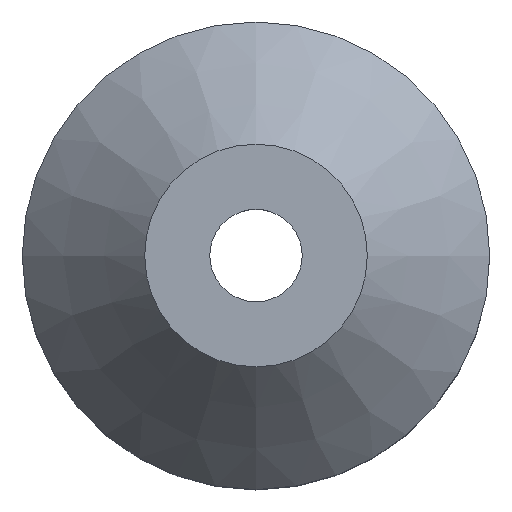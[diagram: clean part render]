
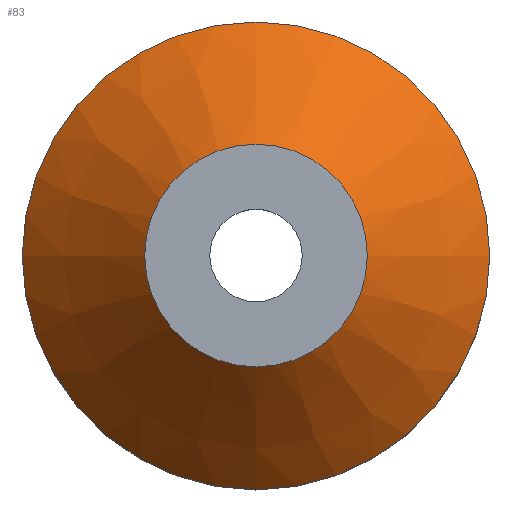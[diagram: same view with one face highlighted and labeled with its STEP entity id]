
A CAD part, top view. The second image highlights one B-rep face of the part: STEP entity #83.
In plain terms, the highlighted conical face has half-angle 42.51 degrees and reference radius 10 mm.
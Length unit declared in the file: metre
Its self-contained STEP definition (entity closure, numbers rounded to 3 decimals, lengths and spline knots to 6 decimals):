
#83 = ADVANCED_FACE( '', ( #169, #170 ), #171, .T. );
#169 = FACE_OUTER_BOUND( '', #248, .T. );
#170 = FACE_BOUND( '', #249, .T. );
#171 = CONICAL_SURFACE( '', #250, 0.01, 0.742 );
#248 = EDGE_LOOP( '', ( #412 ) );
#249 = EDGE_LOOP( '', ( #413 ) );
#250 = AXIS2_PLACEMENT_3D( '', #414, #415, #416 );
#412 = ORIENTED_EDGE( '', *, *, #445, .T. );
#413 = ORIENTED_EDGE( '', *, *, #427, .F. );
#414 = CARTESIAN_POINT( '', ( 0., 0., 0.03547 ) );
#415 = DIRECTION( '', ( 0., 0., -1. ) );
#416 = DIRECTION( '', ( -1., 0., 0. ) );
#427 = EDGE_CURVE( '', #492, #492, #493, .T. );
#445 = EDGE_CURVE( '', #524, #524, #525, .T. );
#492 = VERTEX_POINT( '', #587 );
#493 = CIRCLE( '', #588, 0.01 );
#524 = VERTEX_POINT( '', #631 );
#525 = CIRCLE( '', #632, 0.021 );
#587 = CARTESIAN_POINT( '', ( 0.01, 0., 0.03547 ) );
#588 = AXIS2_PLACEMENT_3D( '', #718, #719, #720 );
#631 = CARTESIAN_POINT( '', ( 0.021, 0., 0.02347 ) );
#632 = AXIS2_PLACEMENT_3D( '', #736, #737, #738 );
#718 = CARTESIAN_POINT( '', ( 0., 0., 0.03547 ) );
#719 = DIRECTION( '', ( 0., 0., 1. ) );
#720 = DIRECTION( '', ( 1., 0., 0. ) );
#736 = CARTESIAN_POINT( '', ( 0., 0., 0.02347 ) );
#737 = DIRECTION( '', ( 0., 0., 1. ) );
#738 = DIRECTION( '', ( 1., 0., 0. ) );
